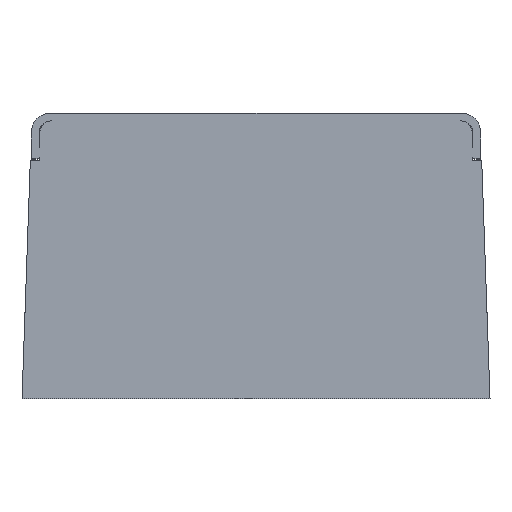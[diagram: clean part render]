
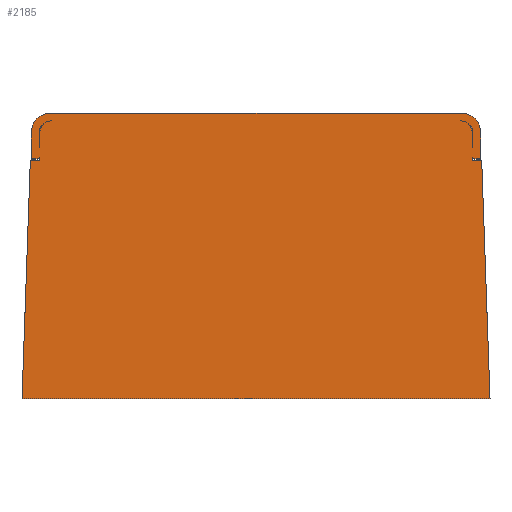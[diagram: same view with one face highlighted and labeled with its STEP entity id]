
A CAD part, top view. The second image highlights one B-rep face of the part: STEP entity #2185.
In plain terms, the highlighted planar face has unit normal (0, 0, 1).
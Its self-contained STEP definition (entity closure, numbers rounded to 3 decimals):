
#377=CARTESIAN_POINT('',(51.5,31.,30.));
#378=DIRECTION('',(0.,0.,1.));
#379=DIRECTION('',(1.,0.,0.));
#380=AXIS2_PLACEMENT_3D('',#377,#378,#379);
#382=DIRECTION('',(0.,1.,0.));
#383=VECTOR('',#382,3.6);
#384=CARTESIAN_POINT('',(54.5,27.4,30.));
#385=LINE('',#384,#383);
#386=CARTESIAN_POINT('',(53.7,28.,30.));
#387=DIRECTION('',(0.,0.,-1.));
#388=DIRECTION('',(1.,0.,0.));
#389=AXIS2_PLACEMENT_3D('',#386,#387,#388);
#391=DIRECTION('',(0.,-1.,0.));
#392=VECTOR('',#391,3.);
#393=CARTESIAN_POINT('',(54.7,31.,30.));
#394=LINE('',#393,#392);
#395=CARTESIAN_POINT('',(51.7,31.,30.));
#396=DIRECTION('',(0.,0.,-1.));
#397=DIRECTION('',(0.,1.,0.));
#398=AXIS2_PLACEMENT_3D('',#395,#396,#397);
#400=DIRECTION('',(0.,-1.,0.));
#401=VECTOR('',#400,0.673);
#402=CARTESIAN_POINT('',(-54.5,24.673,30.));
#403=LINE('',#402,#401);
#404=CARTESIAN_POINT('',(-55.2,26.,30.));
#405=DIRECTION('',(0.,0.,1.));
#406=DIRECTION('',(0.,-1.,0.));
#407=AXIS2_PLACEMENT_3D('',#404,#405,#406);
#409=DIRECTION('',(1.,0.,0.));
#410=VECTOR('',#409,1.5);
#411=CARTESIAN_POINT('',(-56.7,24.5,30.));
#412=LINE('',#411,#410);
#413=DIRECTION('',(0.,-1.,0.));
#414=VECTOR('',#413,6.5);
#415=CARTESIAN_POINT('',(-56.7,31.,30.));
#416=LINE('',#415,#414);
#417=CARTESIAN_POINT('',(-51.7,31.,30.));
#418=DIRECTION('',(0.,0.,1.));
#419=DIRECTION('',(0.,1.,0.));
#420=AXIS2_PLACEMENT_3D('',#417,#418,#419);
#422=DIRECTION('',(-1.,0.,0.));
#423=VECTOR('',#422,103.4);
#424=CARTESIAN_POINT('',(51.7,36.,30.));
#425=LINE('',#424,#423);
#426=CARTESIAN_POINT('',(51.7,31.,30.));
#427=DIRECTION('',(0.,0.,1.));
#428=DIRECTION('',(1.,0.,0.));
#429=AXIS2_PLACEMENT_3D('',#426,#427,#428);
#431=DIRECTION('',(0.,1.,0.));
#432=VECTOR('',#431,6.5);
#433=CARTESIAN_POINT('',(56.7,24.5,30.));
#434=LINE('',#433,#432);
#435=DIRECTION('',(1.,0.,0.));
#436=VECTOR('',#435,1.5);
#437=CARTESIAN_POINT('',(55.2,24.5,30.));
#438=LINE('',#437,#436);
#439=CARTESIAN_POINT('',(55.2,26.,30.));
#440=DIRECTION('',(0.,0.,1.));
#441=DIRECTION('',(-0.467,-0.884,0.));
#442=AXIS2_PLACEMENT_3D('',#439,#440,#441);
#444=DIRECTION('',(0.,1.,0.));
#445=VECTOR('',#444,0.673);
#446=CARTESIAN_POINT('',(54.5,24.,30.));
#447=LINE('',#446,#445);
#448=DIRECTION('',(-1.,0.,0.));
#449=VECTOR('',#448,2.405);
#450=CARTESIAN_POINT('',(56.905,24.,30.));
#451=LINE('',#450,#449);
#452=DIRECTION('',(-0.035,0.999,0.));
#453=VECTOR('',#452,60.037);
#454=CARTESIAN_POINT('',(59.,-36.,30.));
#455=LINE('',#454,#453);
#456=DIRECTION('',(1.,0.,0.));
#457=VECTOR('',#456,118.);
#458=CARTESIAN_POINT('',(-59.,-36.,30.));
#459=LINE('',#458,#457);
#460=DIRECTION('',(-0.035,-0.999,0.));
#461=VECTOR('',#460,60.037);
#462=CARTESIAN_POINT('',(-56.905,24.,30.));
#463=LINE('',#462,#461);
#464=DIRECTION('',(-1.,0.,0.));
#465=VECTOR('',#464,2.405);
#466=CARTESIAN_POINT('',(-54.5,24.,30.));
#467=LINE('',#466,#465);
#468=CARTESIAN_POINT('',(-51.7,31.,30.));
#469=DIRECTION('',(0.,0.,-1.));
#470=DIRECTION('',(-1.,0.,0.));
#471=AXIS2_PLACEMENT_3D('',#468,#469,#470);
#473=DIRECTION('',(0.,1.,0.));
#474=VECTOR('',#473,3.);
#475=CARTESIAN_POINT('',(-54.7,28.,30.));
#476=LINE('',#475,#474);
#477=CARTESIAN_POINT('',(-53.7,28.,30.));
#478=DIRECTION('',(0.,0.,-1.));
#479=DIRECTION('',(-0.8,-0.6,0.));
#480=AXIS2_PLACEMENT_3D('',#477,#478,#479);
#482=DIRECTION('',(0.,-1.,0.));
#483=VECTOR('',#482,3.6);
#484=CARTESIAN_POINT('',(-54.5,31.,30.));
#485=LINE('',#484,#483);
#486=CARTESIAN_POINT('',(-51.5,31.,30.));
#487=DIRECTION('',(0.,0.,1.));
#488=DIRECTION('',(-0.067,0.998,0.));
#489=AXIS2_PLACEMENT_3D('',#486,#487,#488);
#1403=CARTESIAN_POINT('',(-54.5,24.,30.));
#1404=CARTESIAN_POINT('',(-56.905,24.,30.));
#1405=VERTEX_POINT('',#1403);
#1406=VERTEX_POINT('',#1404);
#1407=CARTESIAN_POINT('',(-59.,-36.,30.));
#1408=VERTEX_POINT('',#1407);
#1409=CARTESIAN_POINT('',(59.,-36.,30.));
#1410=VERTEX_POINT('',#1409);
#1411=CARTESIAN_POINT('',(56.905,24.,30.));
#1412=VERTEX_POINT('',#1411);
#1413=CARTESIAN_POINT('',(54.5,24.,30.));
#1414=VERTEX_POINT('',#1413);
#1476=CARTESIAN_POINT('',(54.5,31.,30.));
#1478=VERTEX_POINT('',#1476);
#1484=CARTESIAN_POINT('',(-54.5,31.,30.));
#1486=VERTEX_POINT('',#1484);
#1515=CARTESIAN_POINT('',(51.7,34.,30.));
#1516=CARTESIAN_POINT('',(54.7,31.,30.));
#1517=VERTEX_POINT('',#1515);
#1518=VERTEX_POINT('',#1516);
#1519=CARTESIAN_POINT('',(54.7,28.,30.));
#1520=VERTEX_POINT('',#1519);
#1521=CARTESIAN_POINT('',(55.2,24.5,30.));
#1522=CARTESIAN_POINT('',(56.7,24.5,30.));
#1523=VERTEX_POINT('',#1521);
#1524=VERTEX_POINT('',#1522);
#1525=CARTESIAN_POINT('',(56.7,31.,30.));
#1526=VERTEX_POINT('',#1525);
#1527=CARTESIAN_POINT('',(51.7,36.,30.));
#1528=VERTEX_POINT('',#1527);
#1529=CARTESIAN_POINT('',(-51.7,36.,30.));
#1530=VERTEX_POINT('',#1529);
#1531=CARTESIAN_POINT('',(-56.7,31.,30.));
#1532=VERTEX_POINT('',#1531);
#1533=CARTESIAN_POINT('',(-56.7,24.5,30.));
#1534=VERTEX_POINT('',#1533);
#1535=CARTESIAN_POINT('',(-55.2,24.5,30.));
#1536=VERTEX_POINT('',#1535);
#1537=CARTESIAN_POINT('',(-54.7,28.,30.));
#1538=CARTESIAN_POINT('',(-54.7,31.,30.));
#1539=VERTEX_POINT('',#1537);
#1540=VERTEX_POINT('',#1538);
#1541=CARTESIAN_POINT('',(-51.7,34.,30.));
#1542=VERTEX_POINT('',#1541);
#1548=CARTESIAN_POINT('',(54.5,24.673,30.));
#1550=VERTEX_POINT('',#1548);
#1556=CARTESIAN_POINT('',(54.5,27.4,30.));
#1558=VERTEX_POINT('',#1556);
#1580=CARTESIAN_POINT('',(-54.5,27.4,30.));
#1582=VERTEX_POINT('',#1580);
#1588=CARTESIAN_POINT('',(-54.5,24.673,30.));
#1590=VERTEX_POINT('',#1588);
#2130=CARTESIAN_POINT('',(0.,0.,30.));
#2131=DIRECTION('',(0.,0.,1.));
#2132=DIRECTION('',(1.,0.,0.));
#2133=AXIS2_PLACEMENT_3D('',#2130,#2131,#2132);
#2134=PLANE('',#2133);
#2136=ORIENTED_EDGE('',*,*,#2135,.F.);
#2138=ORIENTED_EDGE('',*,*,#2137,.F.);
#2140=ORIENTED_EDGE('',*,*,#2139,.F.);
#2142=ORIENTED_EDGE('',*,*,#2141,.F.);
#2144=ORIENTED_EDGE('',*,*,#2143,.F.);
#2146=ORIENTED_EDGE('',*,*,#2145,.F.);
#2148=ORIENTED_EDGE('',*,*,#2147,.F.);
#2150=ORIENTED_EDGE('',*,*,#2149,.F.);
#2152=ORIENTED_EDGE('',*,*,#2151,.F.);
#2154=ORIENTED_EDGE('',*,*,#2153,.F.);
#2156=ORIENTED_EDGE('',*,*,#2155,.F.);
#2158=ORIENTED_EDGE('',*,*,#2157,.F.);
#2160=ORIENTED_EDGE('',*,*,#2159,.F.);
#2162=ORIENTED_EDGE('',*,*,#2161,.F.);
#2164=ORIENTED_EDGE('',*,*,#2163,.F.);
#2166=ORIENTED_EDGE('',*,*,#2165,.F.);
#2167=EDGE_LOOP('',(#2136,#2138,#2140,#2142,#2144,#2146,#2148,#2150,#2152,#2154,
#2156,#2158,#2160,#2162,#2164,#2166));
#2168=FACE_OUTER_BOUND('',#2167,.F.);
#2169=ORIENTED_EDGE('',*,*,#2051,.F.);
#2170=ORIENTED_EDGE('',*,*,#2077,.F.);
#2171=ORIENTED_EDGE('',*,*,#2093,.F.);
#2172=ORIENTED_EDGE('',*,*,#2111,.F.);
#2173=ORIENTED_EDGE('',*,*,#2124,.F.);
#2174=EDGE_LOOP('',(#2169,#2170,#2171,#2172,#2173));
#2175=FACE_BOUND('',#2174,.F.);
#2177=ORIENTED_EDGE('',*,*,#2176,.F.);
#2179=ORIENTED_EDGE('',*,*,#2178,.F.);
#2180=ORIENTED_EDGE('',*,*,#1968,.F.);
#2181=ORIENTED_EDGE('',*,*,#1951,.F.);
#2182=ORIENTED_EDGE('',*,*,#1837,.F.);
#2183=EDGE_LOOP('',(#2177,#2179,#2180,#2181,#2182));
#2184=FACE_BOUND('',#2183,.F.);
#381=CIRCLE('',#380,3.);
#390=CIRCLE('',#389,1.);
#399=CIRCLE('',#398,3.);
#408=CIRCLE('',#407,1.5);
#421=CIRCLE('',#420,5.);
#430=CIRCLE('',#429,5.);
#443=CIRCLE('',#442,1.5);
#472=CIRCLE('',#471,3.);
#481=CIRCLE('',#480,1.);
#490=CIRCLE('',#489,3.);
#1837=EDGE_CURVE('',#1542,#1486,#490,.T.);
#1951=EDGE_CURVE('',#1486,#1582,#485,.T.);
#1968=EDGE_CURVE('',#1582,#1539,#481,.T.);
#2051=EDGE_CURVE('',#1478,#1517,#381,.T.);
#2077=EDGE_CURVE('',#1558,#1478,#385,.T.);
#2093=EDGE_CURVE('',#1520,#1558,#390,.T.);
#2111=EDGE_CURVE('',#1518,#1520,#394,.T.);
#2124=EDGE_CURVE('',#1517,#1518,#399,.T.);
#2135=EDGE_CURVE('',#1590,#1405,#403,.T.);
#2137=EDGE_CURVE('',#1536,#1590,#408,.T.);
#2139=EDGE_CURVE('',#1534,#1536,#412,.T.);
#2141=EDGE_CURVE('',#1532,#1534,#416,.T.);
#2143=EDGE_CURVE('',#1530,#1532,#421,.T.);
#2145=EDGE_CURVE('',#1528,#1530,#425,.T.);
#2147=EDGE_CURVE('',#1526,#1528,#430,.T.);
#2149=EDGE_CURVE('',#1524,#1526,#434,.T.);
#2151=EDGE_CURVE('',#1523,#1524,#438,.T.);
#2153=EDGE_CURVE('',#1550,#1523,#443,.T.);
#2155=EDGE_CURVE('',#1414,#1550,#447,.T.);
#2157=EDGE_CURVE('',#1412,#1414,#451,.T.);
#2159=EDGE_CURVE('',#1410,#1412,#455,.T.);
#2161=EDGE_CURVE('',#1408,#1410,#459,.T.);
#2163=EDGE_CURVE('',#1406,#1408,#463,.T.);
#2165=EDGE_CURVE('',#1405,#1406,#467,.T.);
#2176=EDGE_CURVE('',#1540,#1542,#472,.T.);
#2178=EDGE_CURVE('',#1539,#1540,#476,.T.);
#2185=ADVANCED_FACE('',(#2168,#2175,#2184),#2134,.T.);
